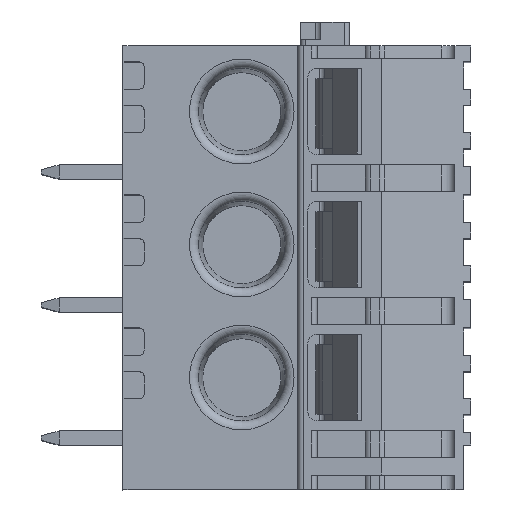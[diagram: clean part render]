
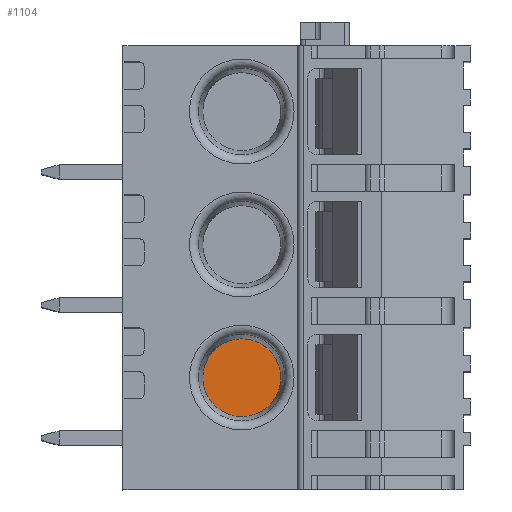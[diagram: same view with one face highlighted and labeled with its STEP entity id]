
A CAD part, top view. The second image highlights one B-rep face of the part: STEP entity #1104.
In plain terms, the highlighted planar face has unit normal (0, 0, 1).
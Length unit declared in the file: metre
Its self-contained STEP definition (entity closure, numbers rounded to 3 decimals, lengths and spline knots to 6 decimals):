
#1104=ADVANCED_FACE('',(#2516),#2517,.F.);
#2516=FACE_OUTER_BOUND('',#4237,.T.);
#2517=PLANE('',#4238);
#4237=EDGE_LOOP('',(#7776));
#4238=AXIS2_PLACEMENT_3D('',#7777,#7778,#7779);
#7776=ORIENTED_EDGE('',*,*,#11667,.T.);
#7777=CARTESIAN_POINT('',(0.029922,-0.043767,0.044969));
#7778=DIRECTION('',(0.,0.,-1.0));
#7779=DIRECTION('',(1.0,0.,0.));
#11667=EDGE_CURVE('',#14436,#14436,#14437,.T.);
#14436=VERTEX_POINT('',#18299);
#14437=CIRCLE('',#18300,0.0022);
#18299=CARTESIAN_POINT('',(0.033018,-0.038717,0.044969));
#18300=AXIS2_PLACEMENT_3D('',#21551,#21552,#21553);
#21551=CARTESIAN_POINT('',(0.035218,-0.038717,0.044969));
#21552=DIRECTION('',(0.,0.,1.0));
#21553=DIRECTION('',(-1.0,0.,0.));
